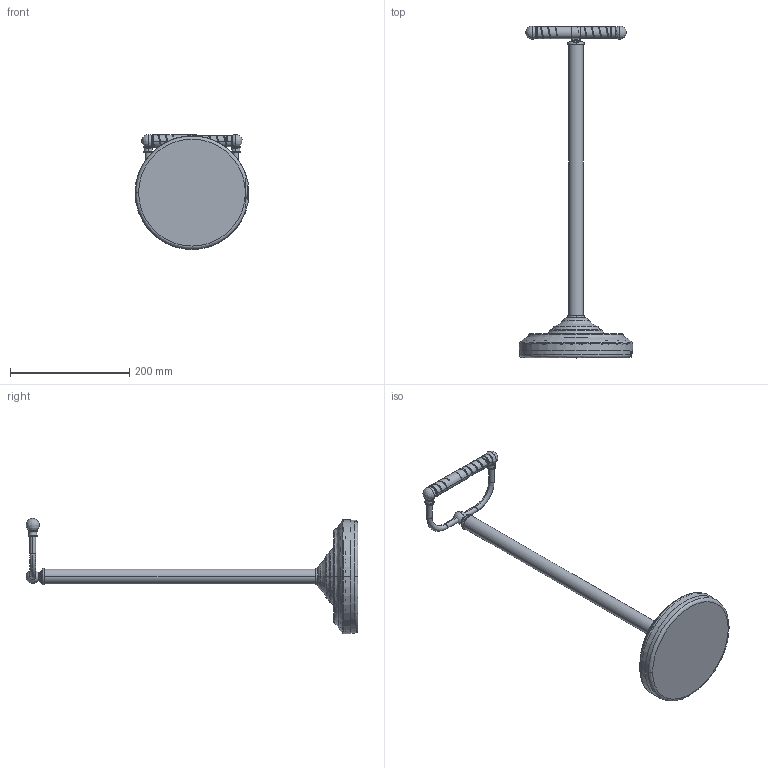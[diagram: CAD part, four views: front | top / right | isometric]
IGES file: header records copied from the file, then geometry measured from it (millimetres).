
Start section:  PTC IGES file: 10-81.igs
Global section: file name: 10-81.igs; native system: Pro/ENGINEER by Parametric Technology Corporation; preprocessor: 2009300; author: project; organization: Unknown; date: 20101115.113916; units: inch
Bounding box: 191.01 x 556.35 x 193.21 mm (x, y, z)
Surface area: 185232.7 mm2 (no closed solid volume)
Topology: 0 solids, 18 shells, 123 faces, 285 edges, 169 vertices
Faces by surface type: revolution 95, bspline 28
